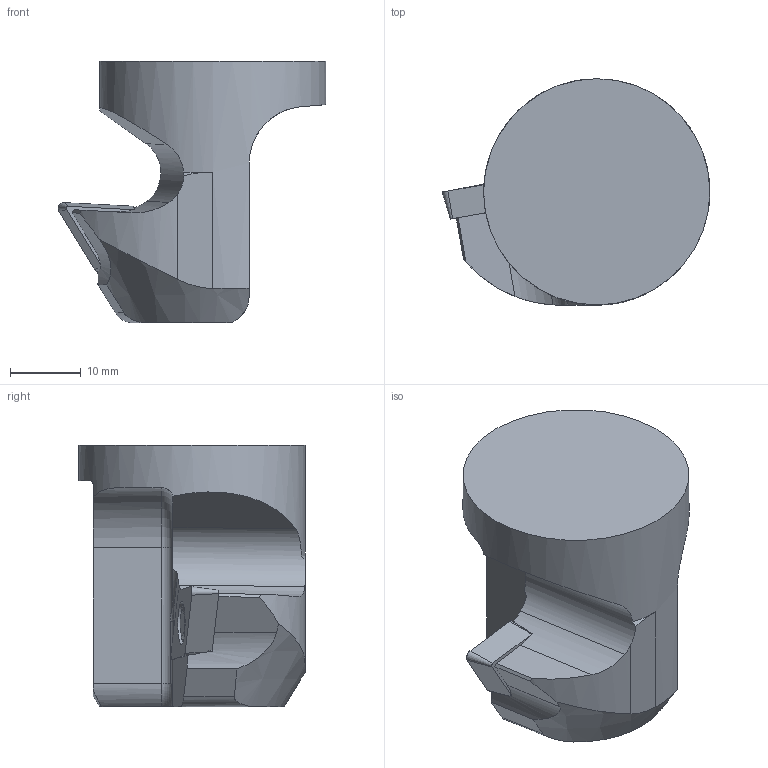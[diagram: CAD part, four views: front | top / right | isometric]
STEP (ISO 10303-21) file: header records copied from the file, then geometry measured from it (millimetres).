
FILE_DESCRIPTION(/* description */ (''),/* implementation_level */ '2;1');
FILE_NAME(/* name */ '1642418696045.stp',/* time_stamp */ '2022-01-17T16:55:20+05:00',/* author */ (''),/* organization */ ('SMS'),/* preprocessor_version */ 'ST-DEVELOPER v16.7',/* originating_system */ 'SIEMENS PLM Software NX 12.0',/* authorisation */ '');
FILE_SCHEMA (('AUTOMOTIVE_DESIGN { 1 0 10303 214 3 1 1 1 }'));
Length unit declared in the file: millimetre
Products named in the file (4): ASSEMBLY_CONSTRUCTION; IsoTurningInsert; 201985398mod000_01; 201715343mod000_02
Assembly tree (3 placements, depth 2):
  201715343mod000_02
    201985398mod000_01
    IsoTurningInsert
    ASSEMBLY_CONSTRUCTION
Bounding box: 37.87 x 32 x 37 mm (x, y, z)
Volume: 17691.6 mm3; surface area: 5430.9 mm2
Topology: 2 solids, 2 shells, 76 faces, 203 edges, 140 vertices
Faces by surface type: plane 32, cylinder 22, cone 12, torus 9, sphere 1
Full cylindrical faces by diameter (mm): 4.4 x2, 5.25 x1, 32 x1
Entity records: 2713 total; most frequent: CARTESIAN_POINT 712, DIRECTION 397, ORIENTED_EDGE 370, EDGE_CURVE 185, AXIS2_PLACEMENT_3D 161, VERTEX_POINT 126, EDGE_LOOP 91, ADVANCED_FACE 76
